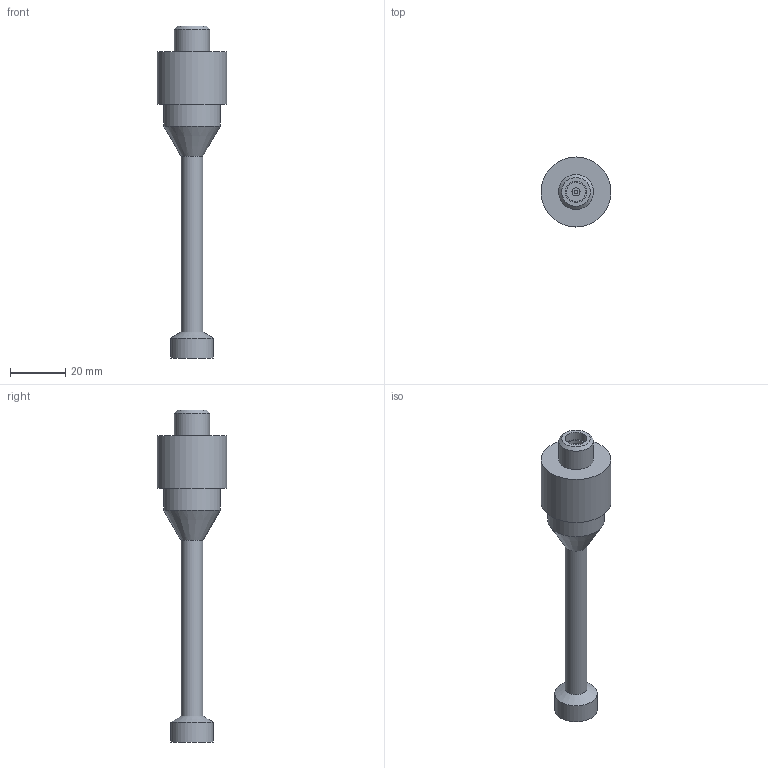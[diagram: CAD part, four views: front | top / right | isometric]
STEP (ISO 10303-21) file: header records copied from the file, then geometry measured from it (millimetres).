
FILE_DESCRIPTION(/* description */ (''),/* implementation_level */ '2;1');
FILE_NAME(/* name */ 'HF75CXDCM.stp',/* time_stamp */ '2017-02-21T09:34:06+01:00',/* author */ ('sh'),/* organization */ (''),/* preprocessor_version */ 'ST-DEVELOPER v15.2',/* originating_system */ 'Autodesk Inventor 2014',/* authorisation */ '');
FILE_SCHEMA (('AUTOMOTIVE_DESIGN { 1 0 10303 214 3 1 1 }'));
Length unit declared in the file: inch
Products named in the file (1): HF75CXDCM
Bounding box: 25.35 x 25.35 x 120.24 mm (x, y, z)
Volume: 19785.5 mm3; surface area: 7895.8 mm2
Topology: 4 solids, 4 shells, 35 faces, 54 edges, 36 vertices
Faces by surface type: plane 17, cylinder 15, cone 3
Full cylindrical faces by diameter (mm): 1.27 x1, 2.845 x1, 2.921 x1, 3.759 x1, 6.909 x2, 6.96 x1, 7.772 x2, 7.938 x1, 8.484 x1, 12.7 x1, 15.494 x1, 20.574 x1, 25.349 x1
Entity records: 719 total; most frequent: DIRECTION 136, CARTESIAN_POINT 100, AXIS2_PLACEMENT_3D 68, EDGE_LOOP 64, ORIENTED_EDGE 64, FACE_OUTER_BOUND 35, ADVANCED_FACE 35, CIRCLE 32
